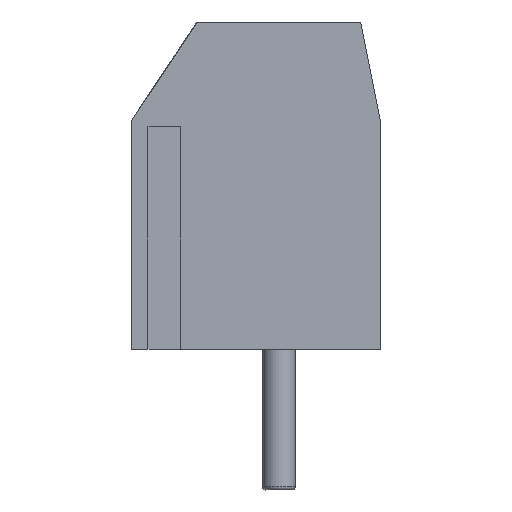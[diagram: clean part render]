
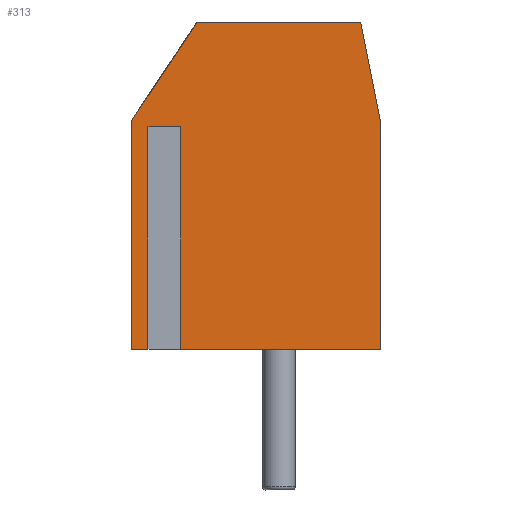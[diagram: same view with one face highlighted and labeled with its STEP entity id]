
A CAD part, left-side view. The second image highlights one B-rep face of the part: STEP entity #313.
In plain terms, the highlighted planar face has unit normal (-1, 0, 0).
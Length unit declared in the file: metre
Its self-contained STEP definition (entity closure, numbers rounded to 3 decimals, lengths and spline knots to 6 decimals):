
#313 = ADVANCED_FACE( '', ( #684 ), #685, .F. );
#684 = FACE_OUTER_BOUND( '', #1109, .T. );
#685 = PLANE( '', #1110 );
#1109 = EDGE_LOOP( '', ( #1948, #1949, #1950, #1951, #1952, #1953, #1954, #1955, #1956, #1957 ) );
#1110 = AXIS2_PLACEMENT_3D( '', #1958, #1959, #1960 );
#1948 = ORIENTED_EDGE( '', *, *, #2675, .F. );
#1949 = ORIENTED_EDGE( '', *, *, #2676, .T. );
#1950 = ORIENTED_EDGE( '', *, *, #2677, .T. );
#1951 = ORIENTED_EDGE( '', *, *, #2678, .T. );
#1952 = ORIENTED_EDGE( '', *, *, #2670, .F. );
#1953 = ORIENTED_EDGE( '', *, *, #2679, .T. );
#1954 = ORIENTED_EDGE( '', *, *, #2643, .F. );
#1955 = ORIENTED_EDGE( '', *, *, #2680, .T. );
#1956 = ORIENTED_EDGE( '', *, *, #2454, .F. );
#1957 = ORIENTED_EDGE( '', *, *, #2681, .T. );
#1958 = CARTESIAN_POINT( '', ( -0.0025, 0.0007, 0.005 ) );
#1959 = DIRECTION( '', ( 1., 0., 0. ) );
#1960 = DIRECTION( '', ( 0., 1., 0. ) );
#2454 = EDGE_CURVE( '', #2962, #2963, #2964, .T. );
#2643 = EDGE_CURVE( '', #3235, #3237, #3238, .T. );
#2670 = EDGE_CURVE( '', #3273, #3275, #3276, .T. );
#2675 = EDGE_CURVE( '', #3281, #3282, #3283, .T. );
#2676 = EDGE_CURVE( '', #3281, #3284, #3285, .T. );
#2677 = EDGE_CURVE( '', #3284, #3286, #3287, .T. );
#2678 = EDGE_CURVE( '', #3286, #3275, #3288, .T. );
#2679 = EDGE_CURVE( '', #3273, #3237, #3289, .T. );
#2680 = EDGE_CURVE( '', #3235, #2963, #3290, .T. );
#2681 = EDGE_CURVE( '', #2962, #3282, #3291, .T. );
#2962 = VERTEX_POINT( '', #3687 );
#2963 = VERTEX_POINT( '', #3688 );
#2964 = B_SPLINE_CURVE_WITH_KNOTS( '', 3, ( #3689, #3690, #3691, #3692 ), .UNSPECIFIED., .F., .F., ( 4, 4 ), ( 0.00001, 1. ), .UNSPECIFIED. );
#3235 = VERTEX_POINT( '', #4178 );
#3237 = VERTEX_POINT( '', #4181 );
#3238 = B_SPLINE_CURVE_WITH_KNOTS( '', 3, ( #4182, #4183, #4184, #4185 ), .UNSPECIFIED., .F., .F., ( 4, 4 ), ( 0., 1. ), .UNSPECIFIED. );
#3273 = VERTEX_POINT( '', #4259 );
#3275 = VERTEX_POINT( '', #4262 );
#3276 = B_SPLINE_CURVE_WITH_KNOTS( '', 3, ( #4263, #4264, #4265, #4266 ), .UNSPECIFIED., .F., .F., ( 4, 4 ), ( 0., 0.99999 ), .UNSPECIFIED. );
#3281 = VERTEX_POINT( '', #4273 );
#3282 = VERTEX_POINT( '', #4274 );
#3283 = LINE( '', #4275, #4276 );
#3284 = VERTEX_POINT( '', #4277 );
#3285 = LINE( '', #4278, #4279 );
#3286 = VERTEX_POINT( '', #4280 );
#3287 = LINE( '', #4281, #4282 );
#3288 = LINE( '', #4283, #4284 );
#3289 = LINE( '', #4285, #4286 );
#3290 = B_SPLINE_CURVE_WITH_KNOTS( '', 3, ( #4287, #4288, #4289, #4290 ), .UNSPECIFIED., .F., .F., ( 4, 4 ), ( 0., 1. ), .UNSPECIFIED. );
#3291 = LINE( '', #4291, #4292 );
#3687 = CARTESIAN_POINT( '', ( -0.0025, 0.0045, 0. ) );
#3688 = CARTESIAN_POINT( '', ( -0.0025, 0.0045, 0.007 ) );
#3689 = CARTESIAN_POINT( '', ( -0.0025, 0.0045, 0. ) );
#3690 = CARTESIAN_POINT( '', ( -0.0025, 0.0045, 0.002333 ) );
#3691 = CARTESIAN_POINT( '', ( -0.0025, 0.0045, 0.004667 ) );
#3692 = CARTESIAN_POINT( '', ( -0.0025, 0.0045, 0.007 ) );
#4178 = CARTESIAN_POINT( '', ( -0.0025, 0.0025, 0.01 ) );
#4181 = CARTESIAN_POINT( '', ( -0.0025, -0.0025, 0.01 ) );
#4182 = CARTESIAN_POINT( '', ( -0.0025, 0.0025, 0.01 ) );
#4183 = CARTESIAN_POINT( '', ( -0.0025, 0.000833, 0.01 ) );
#4184 = CARTESIAN_POINT( '', ( -0.0025, -0.000833, 0.01 ) );
#4185 = CARTESIAN_POINT( '', ( -0.0025, -0.0025, 0.01 ) );
#4259 = CARTESIAN_POINT( '', ( -0.0025, -0.0031, 0.007 ) );
#4262 = CARTESIAN_POINT( '', ( -0.0025, -0.0031, 0. ) );
#4263 = CARTESIAN_POINT( '', ( -0.0025, -0.0031, 0.007 ) );
#4264 = CARTESIAN_POINT( '', ( -0.0025, -0.0031, 0.004667 ) );
#4265 = CARTESIAN_POINT( '', ( -0.0025, -0.0031, 0.002333 ) );
#4266 = CARTESIAN_POINT( '', ( -0.0025, -0.0031, 0. ) );
#4273 = CARTESIAN_POINT( '', ( -0.0025, 0.004, 0.0068 ) );
#4274 = CARTESIAN_POINT( '', ( -0.0025, 0.004, 0. ) );
#4275 = CARTESIAN_POINT( '', ( -0.0025, 0.004, 0.0068 ) );
#4276 = VECTOR( '', #4753, 1. );
#4277 = CARTESIAN_POINT( '', ( -0.0025, 0.003, 0.0068 ) );
#4278 = CARTESIAN_POINT( '', ( -0.0025, 0.0007, 0.0068 ) );
#4279 = VECTOR( '', #4754, 1. );
#4280 = CARTESIAN_POINT( '', ( -0.0025, 0.003, 0. ) );
#4281 = CARTESIAN_POINT( '', ( -0.0025, 0.003, 0.0068 ) );
#4282 = VECTOR( '', #4755, 1. );
#4283 = CARTESIAN_POINT( '', ( -0.0025, 0.0007, 0. ) );
#4284 = VECTOR( '', #4756, 1. );
#4285 = CARTESIAN_POINT( '', ( -0.0025, -0.0028, 0.0085 ) );
#4286 = VECTOR( '', #4757, 1. );
#4287 = CARTESIAN_POINT( '', ( -0.0025, 0.0025, 0.01 ) );
#4288 = CARTESIAN_POINT( '', ( -0.0025, 0.003167, 0.009 ) );
#4289 = CARTESIAN_POINT( '', ( -0.0025, 0.003833, 0.008 ) );
#4290 = CARTESIAN_POINT( '', ( -0.0025, 0.0045, 0.007 ) );
#4291 = CARTESIAN_POINT( '', ( -0.0025, 0.0007, 0. ) );
#4292 = VECTOR( '', #4758, 1. );
#4753 = DIRECTION( '', ( 0., 0., -1. ) );
#4754 = DIRECTION( '', ( 0., -1., 0. ) );
#4755 = DIRECTION( '', ( 0., 0., -1. ) );
#4756 = DIRECTION( '', ( 0., -1., 0. ) );
#4757 = DIRECTION( '', ( 0., 0.196, 0.981 ) );
#4758 = DIRECTION( '', ( 0., -1., 0. ) );
